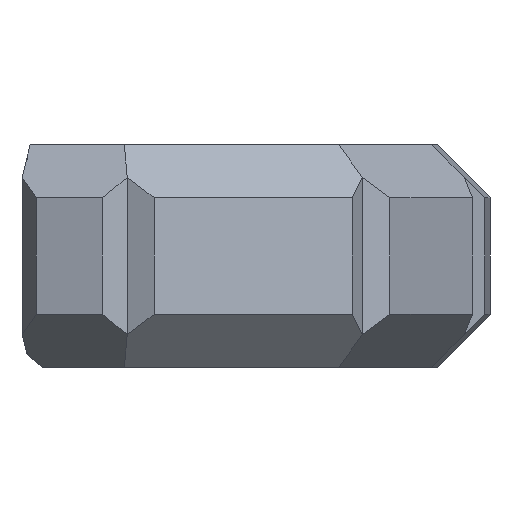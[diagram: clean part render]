
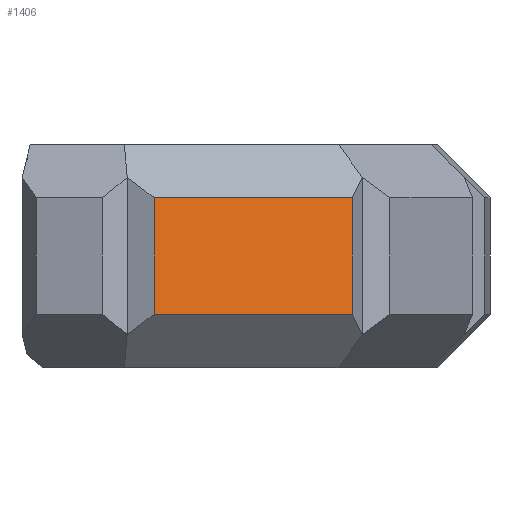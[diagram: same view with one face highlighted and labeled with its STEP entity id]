
A CAD part, left-side view. The second image highlights one B-rep face of the part: STEP entity #1406.
In plain terms, the highlighted planar face has unit normal (-0.908, -0.418, 0).
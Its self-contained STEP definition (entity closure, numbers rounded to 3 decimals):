
#29=FACE_OUTER_BOUND('',#103,.T.);
#103=EDGE_LOOP('',(#928,#929,#930,#931));
#214=LINE('',#2012,#406);
#217=LINE('',#2018,#409);
#221=LINE('',#2025,#413);
#222=LINE('',#2026,#414);
#406=VECTOR('',#1641,10.);
#409=VECTOR('',#1646,10.);
#413=VECTOR('',#1652,10.);
#414=VECTOR('',#1653,10.);
#588=VERTEX_POINT('',#2010);
#589=VERTEX_POINT('',#2011);
#590=VERTEX_POINT('',#2016);
#591=VERTEX_POINT('',#2017);
#718=EDGE_CURVE('',#588,#589,#214,.T.);
#721=EDGE_CURVE('',#590,#591,#217,.T.);
#725=EDGE_CURVE('',#591,#588,#221,.T.);
#726=EDGE_CURVE('',#589,#590,#222,.T.);
#928=ORIENTED_EDGE('',*,*,#718,.F.);
#929=ORIENTED_EDGE('',*,*,#725,.F.);
#930=ORIENTED_EDGE('',*,*,#721,.F.);
#931=ORIENTED_EDGE('',*,*,#726,.F.);
#1257=PLANE('',#1500);
#1406=ADVANCED_FACE('',(#29),#1257,.T.);
#1500=AXIS2_PLACEMENT_3D('',#2024,#1650,#1651);
#1641=DIRECTION('',(0.,0.,1.));
#1646=DIRECTION('',(0.,0.,-1.));
#1650=DIRECTION('center_axis',(-0.908,-0.418,0.));
#1651=DIRECTION('ref_axis',(0.,0.,1.));
#1652=DIRECTION('',(-0.418,0.908,0.));
#1653=DIRECTION('',(0.418,-0.908,0.));
#2010=CARTESIAN_POINT('',(-40.108,-6.132,-13.25));
#2011=CARTESIAN_POINT('',(-40.108,-6.132,-1.75));
#2012=CARTESIAN_POINT('',(-40.108,-6.132,1.125));
#2016=CARTESIAN_POINT('',(-31.105,-25.701,-1.75));
#2017=CARTESIAN_POINT('',(-31.105,-25.701,-13.25));
#2018=CARTESIAN_POINT('',(-31.105,-25.701,-6.625));
#2024=CARTESIAN_POINT('Origin',(-30.269,-27.518,2.));
#2025=CARTESIAN_POINT('',(-35.607,-15.917,-13.25));
#2026=CARTESIAN_POINT('',(-30.269,-27.518,-1.75));
